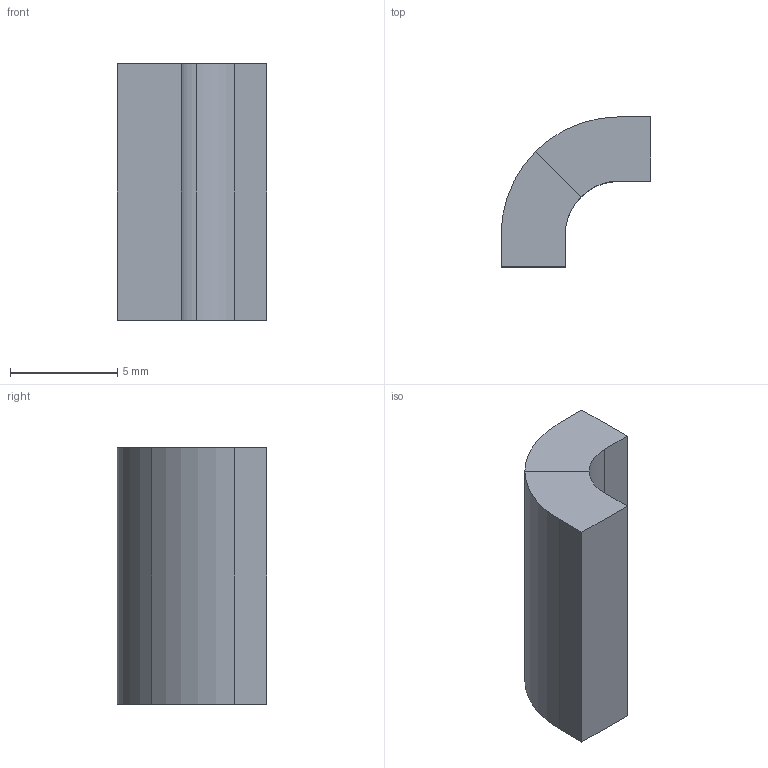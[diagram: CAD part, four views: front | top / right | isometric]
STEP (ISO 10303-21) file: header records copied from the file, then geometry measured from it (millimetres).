
FILE_DESCRIPTION(('FreeCAD Model'),'2;1');
FILE_NAME( 'MagnetArc2.step', '2019-02-28T13:53:00',('Author'),(''), 'Open CASCADE STEP processor 7.2','FreeCAD','Unknown');
FILE_SCHEMA(('AUTOMOTIVE_DESIGN { 1 0 10303 214 1 1 1 1 }'));
Length unit declared in the file: millimetre
Products named in the file (2): Body001; Body
Bounding box: 7 x 7 x 12 mm (x, y, z)
Volume: 334.2 mm3; surface area: 422.5 mm2
Topology: 2 solids, 2 shells, 16 faces, 36 edges, 24 vertices
Faces by surface type: plane 12, cylinder 4
Entity records: 980 total; most frequent: CARTESIAN_POINT 197, DIRECTION 142, LINE 92, VECTOR 92, ORIENTED_EDGE 72, PCURVE 72, DEFINITIONAL_REPRESENTATION 72, EDGE_CURVE 36
